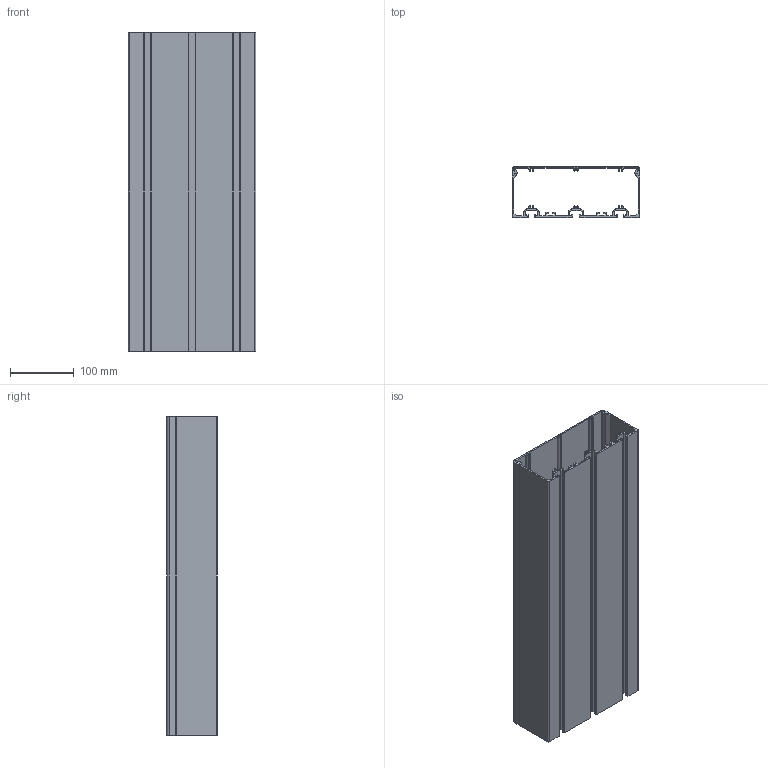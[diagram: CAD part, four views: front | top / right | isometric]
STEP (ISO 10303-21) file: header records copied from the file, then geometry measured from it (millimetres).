
FILE_DESCRIPTION(/* description */ ('Profilo canalina portacavi 80x200 L=1000 mm'),/* implementation_level */ '2;1');
FILE_NAME(/* name */ 'PGC80200_L=500.stp',/* time_stamp */ '2021-08-04T14:25:31+02:00',/* author */ ('giacomo.grandesso'),/* organization */ (''),/* preprocessor_version */ 'ST-DEVELOPER v18.1',/* originating_system */ 'Autodesk Inventor 2021',/* authorisation */ '');
FILE_SCHEMA (('AUTOMOTIVE_DESIGN { 1 0 10303 214 3 1 1 }'));
Length unit declared in the file: millimetre
Products named in the file (1): PGC80200_L=1000
Bounding box: 200 x 80 x 500 mm (x, y, z)
Volume: 905187.2 mm3; surface area: 742628.7 mm2
Topology: 1 solids, 1 shells, 238 faces, 708 edges, 472 vertices
Faces by surface type: plane 140, cylinder 98
Entity records: 8061 total; most frequent: CARTESIAN_POINT 1419, ORIENTED_EDGE 1416, DIRECTION 1382, EDGE_CURVE 708, LINE 512, VECTOR 512, VERTEX_POINT 472, AXIS2_PLACEMENT_3D 435
